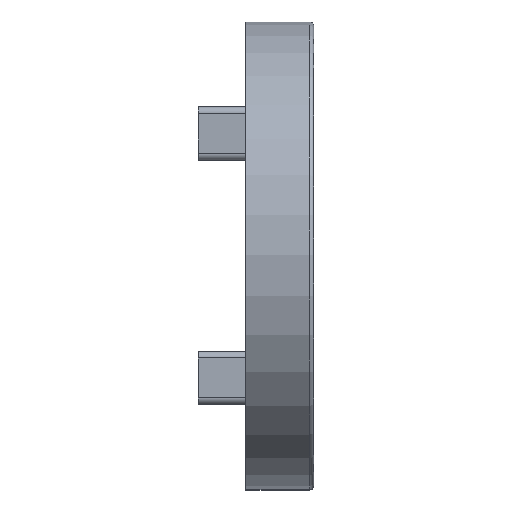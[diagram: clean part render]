
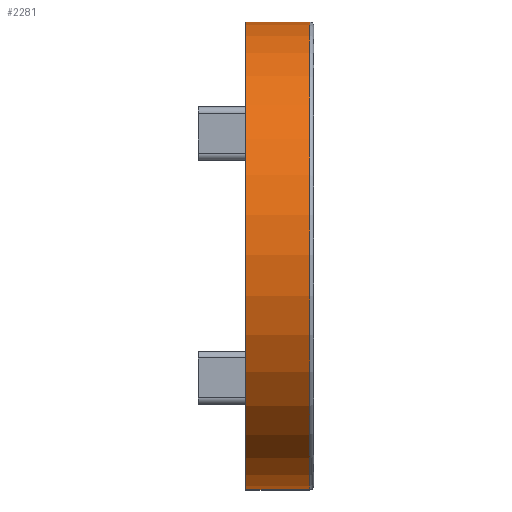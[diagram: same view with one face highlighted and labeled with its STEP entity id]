
A CAD part, top view. The second image highlights one B-rep face of the part: STEP entity #2281.
In plain terms, the highlighted cylindrical face has radius 17.25 mm (diameter 34.5 mm), a partial arc.
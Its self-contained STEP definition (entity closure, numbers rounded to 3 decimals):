
#15 = EDGE_CURVE ( 'NONE', #16034, #21075, #7399, .T. ) ;
#262 = VERTEX_POINT ( 'NONE', #304 ) ;
#304 = CARTESIAN_POINT ( 'NONE',  ( 0., -17.25, 20.25 ) ) ;
#452 = CARTESIAN_POINT ( 'NONE',  ( 5., -17.25, 20.25 ) ) ;
#2281 = ADVANCED_FACE ( 'NONE', ( #4503 ), #12081, .T. ) ;
#2445 = CARTESIAN_POINT ( 'NONE',  ( 4.7, 0., 20.25 ) ) ;
#2688 = DIRECTION ( 'NONE',  ( 0., 0., 1. ) ) ;
#3978 = VERTEX_POINT ( 'NONE', #20753 ) ;
#4029 = AXIS2_PLACEMENT_3D ( 'NONE', #19090, #12044, #12119 ) ;
#4031 = DIRECTION ( 'NONE',  ( -1., 0., 0. ) ) ;
#4503 = FACE_OUTER_BOUND ( 'NONE', #12256, .T. ) ;
#4630 = DIRECTION ( 'NONE',  ( -1., 0., 0. ) ) ;
#4982 = VECTOR ( 'NONE', #12985, 1000. ) ;
#7399 = LINE ( 'NONE', #8008, #11588 ) ;
#7942 = CARTESIAN_POINT ( 'NONE',  ( 5., 0., 20.25 ) ) ;
#8008 = CARTESIAN_POINT ( 'NONE',  ( 5., 17.25, 20.25 ) ) ;
#8272 = ORIENTED_EDGE ( 'NONE', *, *, #16728, .F. ) ;
#9831 = EDGE_CURVE ( 'NONE', #3978, #16034, #20761, .T. ) ;
#11138 = DIRECTION ( 'NONE',  ( 0., 0., -1. ) ) ;
#11588 = VECTOR ( 'NONE', #22433, 1000. ) ;
#12031 = AXIS2_PLACEMENT_3D ( 'NONE', #7942, #4630, #2688 ) ;
#12044 = DIRECTION ( 'NONE',  ( 1., 0., 0. ) ) ;
#12081 = CYLINDRICAL_SURFACE ( 'NONE', #12031, 17.25 ) ;
#12089 = ORIENTED_EDGE ( 'NONE', *, *, #15, .T. ) ;
#12119 = DIRECTION ( 'NONE',  ( 0., 0., -1. ) ) ;
#12256 = EDGE_LOOP ( 'NONE', ( #8272, #15621, #12089, #12484 ) ) ;
#12484 = ORIENTED_EDGE ( 'NONE', *, *, #13350, .T. ) ;
#12507 = CIRCLE ( 'NONE', #4029, 17.25 ) ;
#12985 = DIRECTION ( 'NONE',  ( -1., 0., 0. ) ) ;
#13350 = EDGE_CURVE ( 'NONE', #21075, #262, #12507, .T. ) ;
#13728 = CARTESIAN_POINT ( 'NONE',  ( 4.7, 17.25, 20.25 ) ) ;
#14517 = LINE ( 'NONE', #452, #4982 ) ;
#15621 = ORIENTED_EDGE ( 'NONE', *, *, #9831, .T. ) ;
#16034 = VERTEX_POINT ( 'NONE', #13728 ) ;
#16728 = EDGE_CURVE ( 'NONE', #3978, #262, #14517, .T. ) ;
#17953 = AXIS2_PLACEMENT_3D ( 'NONE', #2445, #4031, #11138 ) ;
#19090 = CARTESIAN_POINT ( 'NONE',  ( 0., 0., 20.25 ) ) ;
#20753 = CARTESIAN_POINT ( 'NONE',  ( 4.7, -17.25, 20.25 ) ) ;
#20761 = CIRCLE ( 'NONE', #17953, 17.25 ) ;
#21075 = VERTEX_POINT ( 'NONE', #23131 ) ;
#22433 = DIRECTION ( 'NONE',  ( -1., 0., 0. ) ) ;
#23131 = CARTESIAN_POINT ( 'NONE',  ( 0., 17.25, 20.25 ) ) ;
